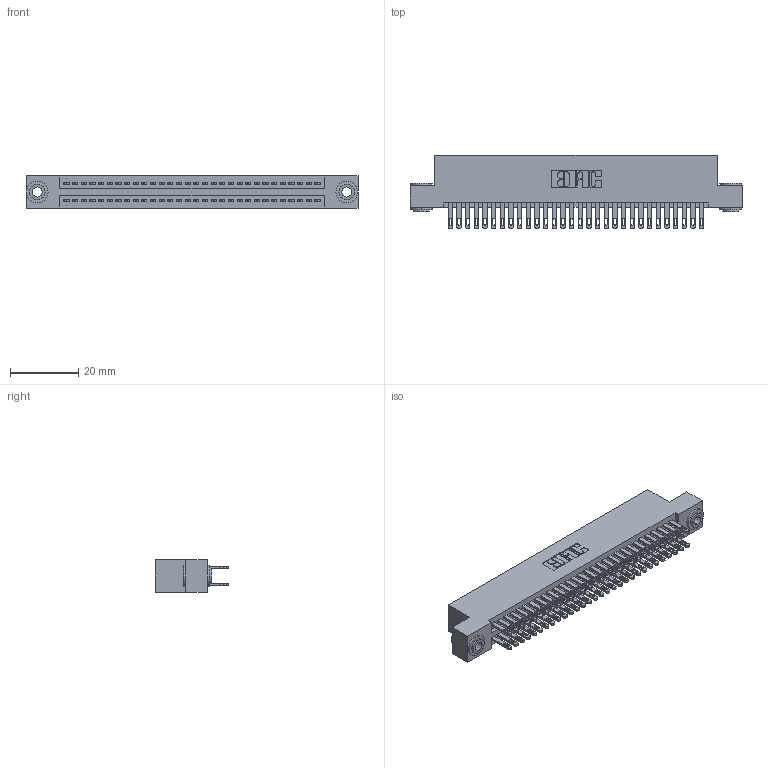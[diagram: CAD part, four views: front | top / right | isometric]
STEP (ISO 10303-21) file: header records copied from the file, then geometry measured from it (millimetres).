
FILE_DESCRIPTION (( 'STEP AP203' ), '1' );
FILE_NAME ('345-060-500-203.STEP', '2018-09-26T22:17:47', ( '' ), ( '' ), 'SwSTEP 2.0', 'SolidWorks 2016', '' );
FILE_SCHEMA (( 'CONFIG_CONTROL_DESIGN' ));
Length unit declared in the file: inch
Products named in the file (4): 345-250-002_345-250-002-102; 345 Part_Flush Mounting Lugs - 0.156 Dia-TH; 345-292-001_345-293-100; 345-060-500-203
Assembly tree (63 placements, depth 2):
  345-060-500-203
    345 Part_Flush Mounting Lugs - 0.156 Dia-TH
    345-292-001_345-293-100  x60
    345-250-002_345-250-002-102  x2
Bounding box: 97.41 x 21.51 x 9.4 mm (x, y, z)
Volume: 9553.8 mm3; surface area: 14706.5 mm2
Topology: 63 solids, 63 shells, 2924 faces, 8877 edges, 5914 vertices
Faces by surface type: plane 1710, cylinder 1206, cone 8
Entity records: 25734 total; most frequent: CARTESIAN_POINT 4299, ORIENTED_EDGE 4226, DIRECTION 3839, EDGE_CURVE 2113, LINE 1833, VECTOR 1833, VERTEX_POINT 1406, AXIS2_PLACEMENT_3D 1003
